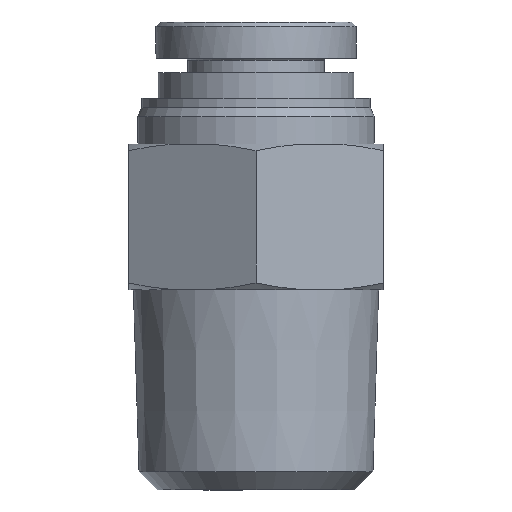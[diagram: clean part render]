
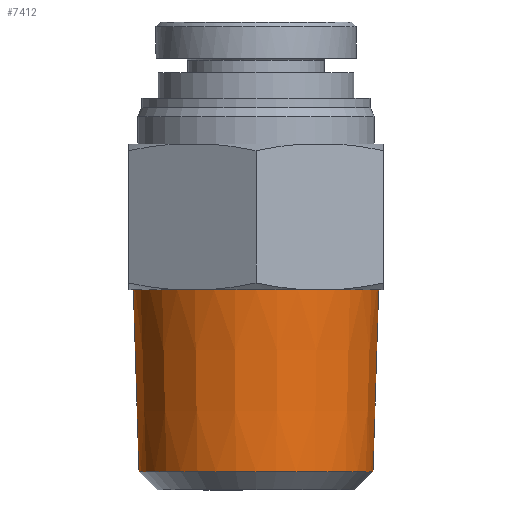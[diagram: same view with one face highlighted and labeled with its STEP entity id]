
A CAD part, left-side view. The second image highlights one B-rep face of the part: STEP entity #7412.
In plain terms, the highlighted conical face has half-angle 1.791 degrees and reference radius 6.562 mm.
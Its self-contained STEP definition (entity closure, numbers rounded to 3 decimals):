
#7381=CARTESIAN_POINT('',(-6.422,1.,0.));
#7382=VERTEX_POINT('',#7381);
#7383=CARTESIAN_POINT('',(0.,1.,0.));
#7384=DIRECTION('',(0.0,-1.0,0.0));
#7385=DIRECTION('',(1.0,0.0,0.0));
#7386=AXIS2_PLACEMENT_3D('',#7383,#7384,#7385);
#7387=CIRCLE('',#7386,6.422);
#7388=EDGE_CURVE('',#7382,#7382,#7387,.T.);
#7393=CARTESIAN_POINT('',(0.,5.5,0.0));
#7394=DIRECTION('',(0.,1.0,0.0));
#7395=DIRECTION('',(-1.0,0.0,0.0));
#7396=AXIS2_PLACEMENT_3D('',#7393,#7394,#7395);
#7397=CONICAL_SURFACE('',#7396,6.563,1.791);
#7398=CARTESIAN_POINT('',(-6.735,11.0,0.0));
#7399=VERTEX_POINT('',#7398);
#7400=CARTESIAN_POINT('',(0.,11.0,0.0));
#7401=DIRECTION('',(0.0,1.0,0.0));
#7402=DIRECTION('',(-1.0,0.0,0.0));
#7403=AXIS2_PLACEMENT_3D('',#7400,#7401,#7402);
#7404=CIRCLE('',#7403,6.735);
#7405=EDGE_CURVE('',#7399,#7399,#7404,.T.);
#7406=ORIENTED_EDGE('',*,*,#7405,.F.);
#7407=EDGE_LOOP('',(#7406));
#7408=FACE_OUTER_BOUND('',#7407,.T.);
#7409=ORIENTED_EDGE('',*,*,#7388,.F.);
#7410=EDGE_LOOP('',(#7409));
#7411=FACE_BOUND('',#7410,.T.);
#7412=ADVANCED_FACE('',(#7408,#7411),#7397,.T.);
